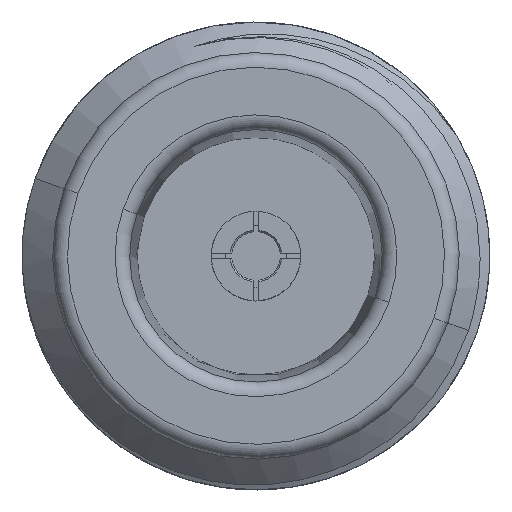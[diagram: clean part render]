
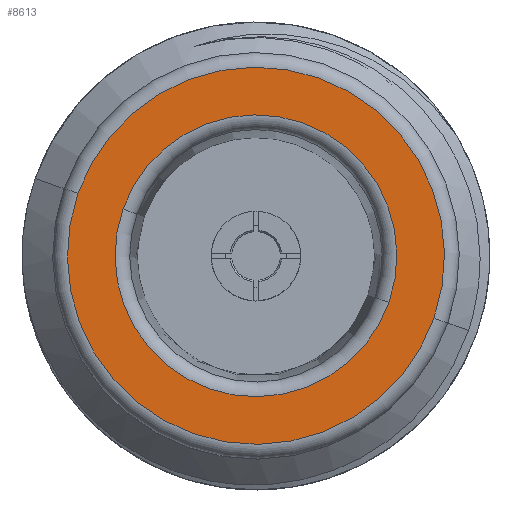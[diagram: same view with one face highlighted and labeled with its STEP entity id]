
A CAD part, top view. The second image highlights one B-rep face of the part: STEP entity #8613.
In plain terms, the highlighted planar face has unit normal (0, 0, 1).
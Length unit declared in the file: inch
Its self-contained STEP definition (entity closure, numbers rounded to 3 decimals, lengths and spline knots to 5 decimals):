
#271 = ORIENTED_EDGE ( 'NONE', *, *, #3612, .T. ) ;
#454 = AXIS2_PLACEMENT_3D ( 'NONE', #2643, #4934, #8421 ) ;
#706 = DIRECTION ( 'NONE',  ( -0.944, 0.331, 0. ) ) ;
#744 = CARTESIAN_POINT ( 'NONE',  ( -0.00032, -0.00938, 1.2615 ) ) ;
#814 = CIRCLE ( 'NONE', #454, 0.18832 ) ;
#1070 = CARTESIAN_POINT ( 'NONE',  ( -0.00032, -0.00938, 1.2615 ) ) ;
#1218 = EDGE_CURVE ( 'NONE', #8256, #4706, #10294, .T. ) ;
#1550 = PLANE ( 'NONE',  #8232 ) ;
#2075 = VERTEX_POINT ( 'NONE', #4292 ) ;
#2315 = CIRCLE ( 'NONE', #6292, 0.25197 ) ;
#2321 = VERTEX_POINT ( 'NONE', #9923 ) ;
#2475 = DIRECTION ( 'NONE',  ( 0., 0., 1. ) ) ;
#2643 = CARTESIAN_POINT ( 'NONE',  ( -0.00032, -0.00938, 1.2615 ) ) ;
#2932 = CARTESIAN_POINT ( 'NONE',  ( -0.17804, 0.05292, 1.2615 ) ) ;
#3198 = DIRECTION ( 'NONE',  ( 0., 0., -1. ) ) ;
#3314 = ORIENTED_EDGE ( 'NONE', *, *, #5817, .T. ) ;
#3418 = DIRECTION ( 'NONE',  ( -0.944, 0.331, 0. ) ) ;
#3612 = EDGE_CURVE ( 'NONE', #2075, #2321, #2315, .T. ) ;
#3896 = ORIENTED_EDGE ( 'NONE', *, *, #8484, .T. ) ;
#4097 = CARTESIAN_POINT ( 'NONE',  ( -0.00032, -0.00938, 1.2615 ) ) ;
#4195 = DIRECTION ( 'NONE',  ( 0., 0., 1. ) ) ;
#4292 = CARTESIAN_POINT ( 'NONE',  ( 0.23746, -0.09273, 1.2615 ) ) ;
#4706 = VERTEX_POINT ( 'NONE', #9171 ) ;
#4934 = DIRECTION ( 'NONE',  ( 0., 0., -1. ) ) ;
#5803 = FACE_OUTER_BOUND ( 'NONE', #8491, .T. ) ;
#5817 = EDGE_CURVE ( 'NONE', #2321, #2075, #9911, .T. ) ;
#6221 = DIRECTION ( 'NONE',  ( 0., 0., 1. ) ) ;
#6292 = AXIS2_PLACEMENT_3D ( 'NONE', #8532, #2475, #706 ) ;
#6474 = AXIS2_PLACEMENT_3D ( 'NONE', #1070, #6221, #10534 ) ;
#6723 = DIRECTION ( 'NONE',  ( -0.944, 0.331, 0. ) ) ;
#8232 = AXIS2_PLACEMENT_3D ( 'NONE', #744, #4195, #3418 ) ;
#8256 = VERTEX_POINT ( 'NONE', #2932 ) ;
#8421 = DIRECTION ( 'NONE',  ( -0.944, 0.331, 0. ) ) ;
#8484 = EDGE_CURVE ( 'NONE', #4706, #8256, #814, .T. ) ;
#8491 = EDGE_LOOP ( 'NONE', ( #3314, #271 ) ) ;
#8532 = CARTESIAN_POINT ( 'NONE',  ( -0.00032, -0.00938, 1.2615 ) ) ;
#8613 = ADVANCED_FACE ( 'NONE', ( #10330, #5803 ), #1550, .T. ) ;
#8867 = AXIS2_PLACEMENT_3D ( 'NONE', #4097, #3198, #6723 ) ;
#8943 = ORIENTED_EDGE ( 'NONE', *, *, #1218, .T. ) ;
#9171 = CARTESIAN_POINT ( 'NONE',  ( 0.17739, -0.07167, 1.2615 ) ) ;
#9911 = CIRCLE ( 'NONE', #6474, 0.25197 ) ;
#9923 = CARTESIAN_POINT ( 'NONE',  ( -0.23811, 0.07398, 1.2615 ) ) ;
#10294 = CIRCLE ( 'NONE', #8867, 0.18832 ) ;
#10330 = FACE_BOUND ( 'NONE', #10529, .T. ) ;
#10529 = EDGE_LOOP ( 'NONE', ( #8943, #3896 ) ) ;
#10534 = DIRECTION ( 'NONE',  ( -0.944, 0.331, 0. ) ) ;
